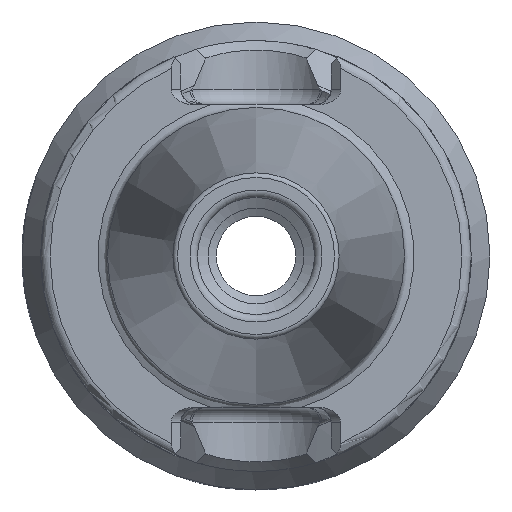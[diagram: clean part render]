
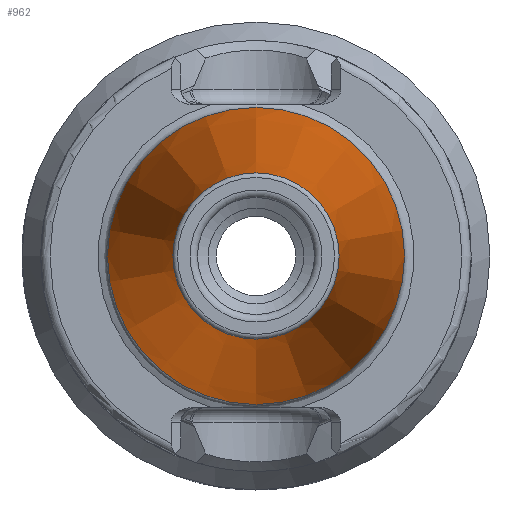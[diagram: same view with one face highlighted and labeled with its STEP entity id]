
A CAD part, left-side view. The second image highlights one B-rep face of the part: STEP entity #962.
In plain terms, the highlighted conical face has half-angle 8.297 degrees and reference radius 15.875 mm.
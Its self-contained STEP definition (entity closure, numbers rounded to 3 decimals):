
#28 = AXIS2_PLACEMENT_3D ( 'NONE', #1743, #3072, #1034 ) ;
#144 = FACE_OUTER_BOUND ( 'NONE', #3166, .T. ) ;
#145 = DIRECTION ( 'NONE',  ( -1., 0., 0. ) ) ;
#284 = EDGE_CURVE ( 'NONE', #2574, #2574, #645, .T. ) ;
#343 = VERTEX_POINT ( 'NONE', #970 ) ;
#468 = CIRCLE ( 'NONE', #2514, 15.875 ) ;
#519 = EDGE_LOOP ( 'NONE', ( #2888 ) ) ;
#573 = CARTESIAN_POINT ( 'NONE',  ( -47.972, 0., 8.879 ) ) ;
#645 = CIRCLE ( 'NONE', #28, 8.879 ) ;
#962 = ADVANCED_FACE ( 'NONE', ( #1748, #144 ), #1023, .T. ) ;
#970 = CARTESIAN_POINT ( 'NONE',  ( 0., 0., 15.875 ) ) ;
#1023 = CONICAL_SURFACE ( 'NONE', #3424, 15.875, 0.145 ) ;
#1034 = DIRECTION ( 'NONE',  ( 0., 0., 1. ) ) ;
#1038 = EDGE_CURVE ( 'NONE', #343, #343, #468, .T. ) ;
#1458 = DIRECTION ( 'NONE',  ( 1., 0., 0. ) ) ;
#1524 = DIRECTION ( 'NONE',  ( 0., 0., -1. ) ) ;
#1743 = CARTESIAN_POINT ( 'NONE',  ( -47.972, 0., 0. ) ) ;
#1748 = FACE_BOUND ( 'NONE', #519, .T. ) ;
#2514 = AXIS2_PLACEMENT_3D ( 'NONE', #2936, #145, #4286 ) ;
#2515 = CARTESIAN_POINT ( 'NONE',  ( 0., 0., 0. ) ) ;
#2574 = VERTEX_POINT ( 'NONE', #573 ) ;
#2888 = ORIENTED_EDGE ( 'NONE', *, *, #284, .F. ) ;
#2936 = CARTESIAN_POINT ( 'NONE',  ( 0., 0., 0. ) ) ;
#3072 = DIRECTION ( 'NONE',  ( -1., 0., 0. ) ) ;
#3166 = EDGE_LOOP ( 'NONE', ( #3794 ) ) ;
#3424 = AXIS2_PLACEMENT_3D ( 'NONE', #2515, #1458, #1524 ) ;
#3794 = ORIENTED_EDGE ( 'NONE', *, *, #1038, .T. ) ;
#4286 = DIRECTION ( 'NONE',  ( 0., 0., 1. ) ) ;
